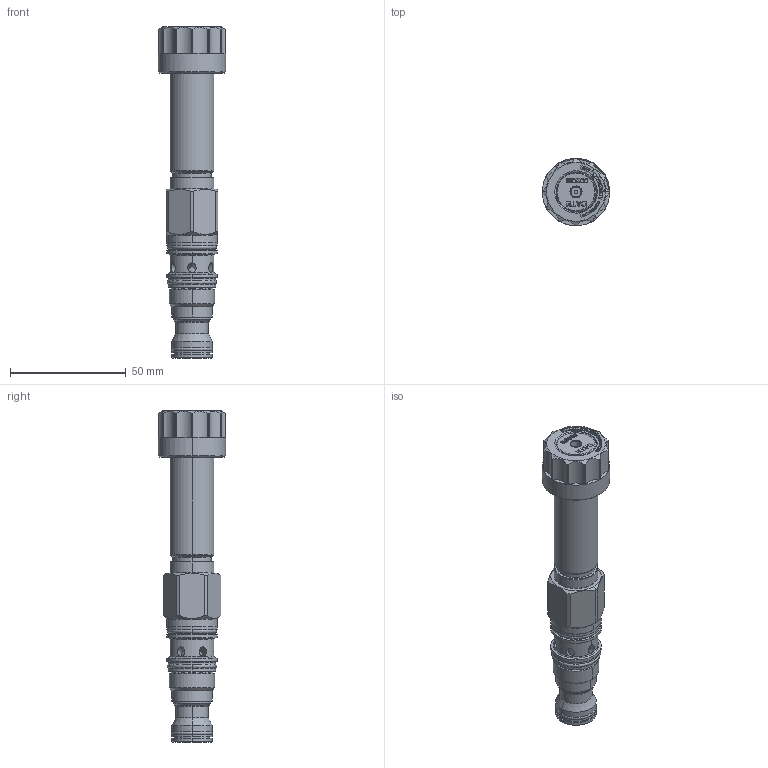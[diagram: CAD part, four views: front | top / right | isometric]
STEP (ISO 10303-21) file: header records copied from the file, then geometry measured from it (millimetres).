
FILE_DESCRIPTION((''),'2;1');
FILE_NAME('DMDAS-AN_PRT','2010-08-30T',('Administrator'),(''),'PRO/ENGINEER BY PARAMETRIC TECHNOLOGY CORPORATION, 2006240','PRO/ENGINEER BY PARAMETRIC TECHNOLOGY CORPORATION, 2006240','');
FILE_SCHEMA(('CONFIG_CONTROL_DESIGN'));
Length unit declared in the file: inch
Products named in the file (1): DMDAS-AN_PRT
Bounding box: 29.21 x 29.21 x 143.59 mm (x, y, z)
Volume: 39858.5 mm3; surface area: 19535.3 mm2
Topology: 4 solids, 6 shells, 1116 faces, 2921 edges, 1889 vertices
Faces by surface type: plane 790, cylinder 169, torus 76, cone 65, revolution 12, bspline 4
Entity records: 37029 total; most frequent: CARTESIAN_POINT 9365, ORIENTED_EDGE 5830, DIRECTION 5506, EDGE_CURVE 2915, VECTOR 2298, LINE 2298, VERTEX_POINT 1886, AXIS2_PLACEMENT_3D 1598
